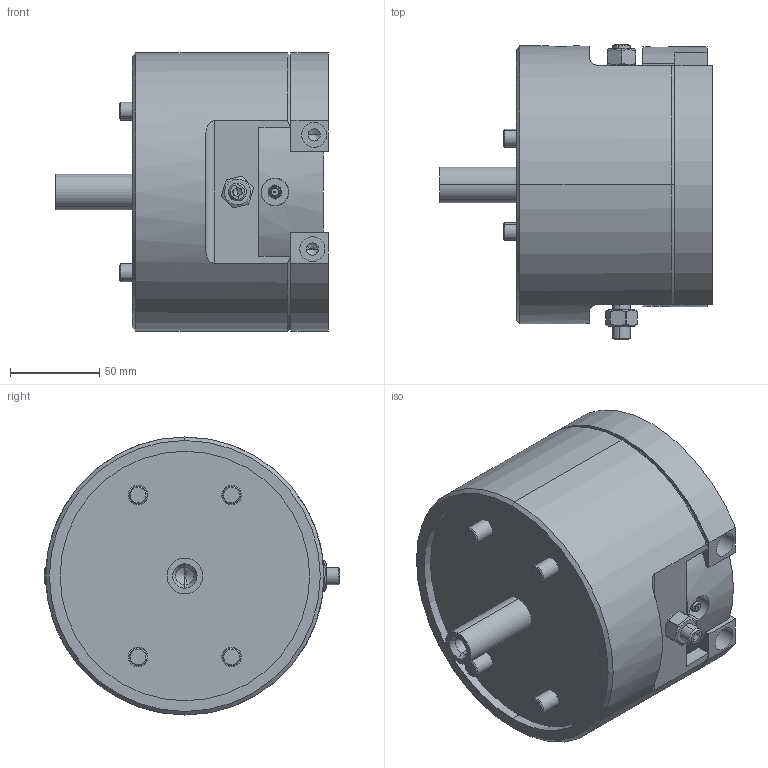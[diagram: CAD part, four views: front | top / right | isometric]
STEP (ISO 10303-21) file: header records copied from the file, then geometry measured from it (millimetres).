
FILE_DESCRIPTION (( 'STEP AP203' ), '1' );
FILE_NAME ('CF-FA610.STEP', '2015-04-14T03:37:48', ( 'temp' ), ( '' ), 'SwSTEP 2.0', 'SolidWorks 2011', '' );
FILE_SCHEMA (( 'CONFIG_CONTROL_DESIGN' ));
Length unit declared in the file: millimetre
Products named in the file (11): CF-FA610-04刀座滑塊; CF-FA610-03斜楔拉桿; CF-FA610-01本體; M6x25L; CF-FA610-07壓板; M4x12; M6黃油嘴; M10x85; CF-FA610; CF-FA610定位螺絲; M10六角螺帽
Assembly tree (29 placements, depth 2):
  CF-FA610
    M6x25L  x12
    M10x85  x4
    CF-FA610-03斜楔拉桿
    M6黃油嘴  x3
    CF-FA610定位螺絲  x2
    CF-FA610-04刀座滑塊
    CF-FA610-07壓板  x2
    M10六角螺帽  x2
    CF-FA610-01本體
    M4x12
Bounding box: 153 x 166 x 156 mm (x, y, z)
Volume: 1895654 mm3; surface area: 230536.3 mm2
Topology: 29 solids, 29 shells, 903 faces, 2073 edges, 1253 vertices
Faces by surface type: plane 392, cylinder 258, cone 183, torus 52, sphere 18
Entity records: 12240 total; most frequent: CARTESIAN_POINT 2441, DIRECTION 1838, ORIENTED_EDGE 1562, EDGE_CURVE 781, AXIS2_PLACEMENT_3D 749, VERTEX_POINT 495, EDGE_LOOP 426, CIRCLE 367
